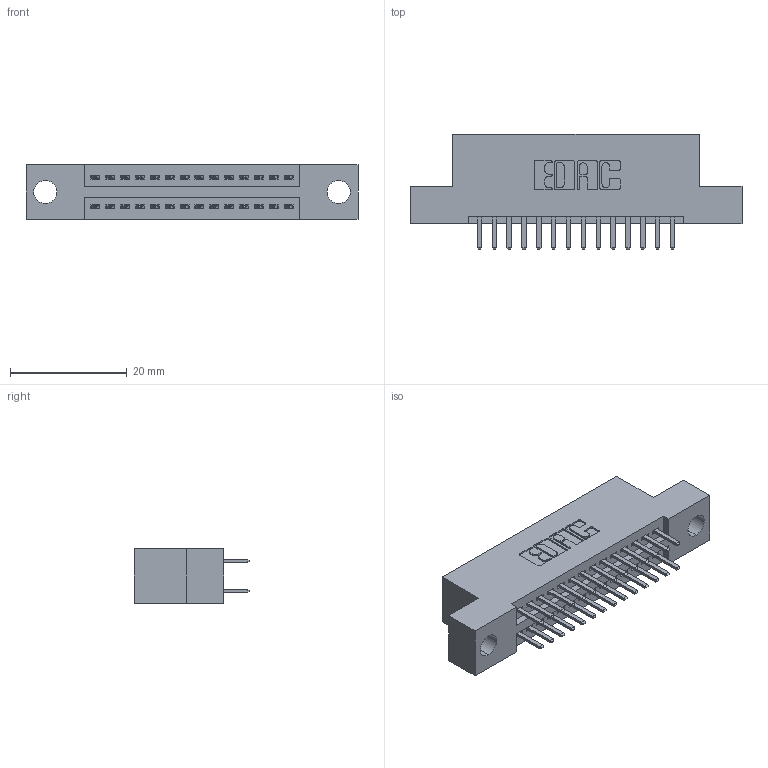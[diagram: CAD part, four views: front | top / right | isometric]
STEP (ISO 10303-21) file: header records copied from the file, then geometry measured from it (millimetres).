
FILE_DESCRIPTION (( 'STEP AP203' ), '1' );
FILE_NAME ('395-028-520-204.STEP', '2021-06-16T19:41:21', ( '' ), ( '' ), 'SwSTEP 2.0', 'SolidWorks 2020', '' );
FILE_SCHEMA (( 'CONFIG_CONTROL_DESIGN' ));
Length unit declared in the file: inch
Products named in the file (3): 395-028-520-204; 345-292-001_345-293-120; 345 Part_Flush Mounting Lugs - 0.156 Dia-TI
Assembly tree (29 placements, depth 2):
  395-028-520-204
    345 Part_Flush Mounting Lugs - 0.156 Dia-TI
    345-292-001_345-293-120  x28
Bounding box: 56.77 x 19.68 x 9.4 mm (x, y, z)
Volume: 5136.4 mm3; surface area: 6875.6 mm2
Topology: 29 solids, 29 shells, 1652 faces, 4773 edges, 3106 vertices
Faces by surface type: plane 1074, cylinder 578
Entity records: 15287 total; most frequent: CARTESIAN_POINT 2606, ORIENTED_EDGE 2526, DIRECTION 2319, EDGE_CURVE 1263, VECTOR 1071, LINE 1071, VERTEX_POINT 838, AXIS2_PLACEMENT_3D 624
